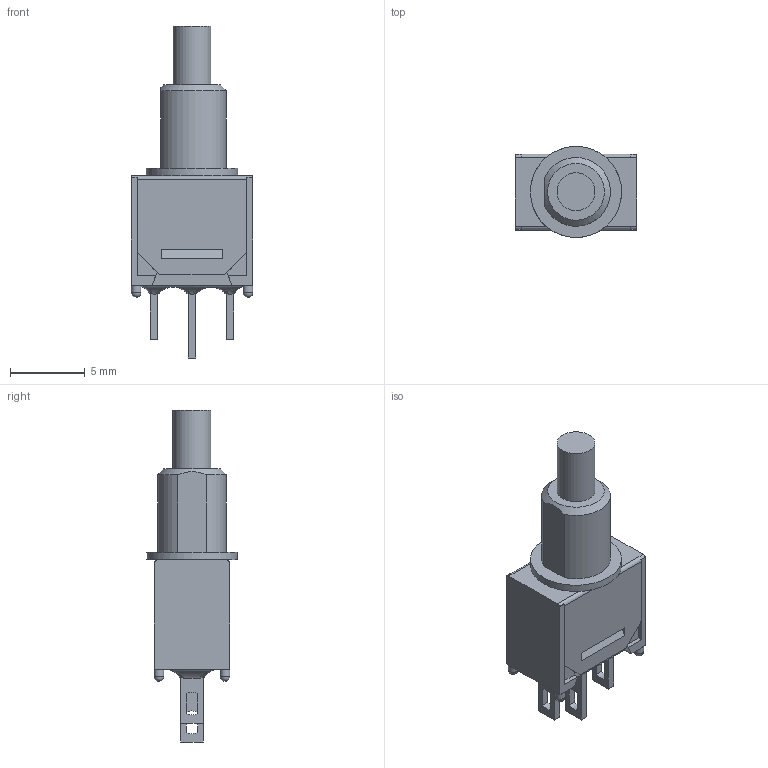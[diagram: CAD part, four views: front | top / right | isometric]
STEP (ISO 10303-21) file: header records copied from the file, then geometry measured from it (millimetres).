
FILE_DESCRIPTION((' '),'2;1');
FILE_NAME('800SP8B5M1xE.stp','2017-07-28T15:05:58',(' '),(' '),' ','ACIS',' ');
FILE_SCHEMA(('CONFIG_CONTROL_DESIGN'));
Length unit declared in the file: inch
Products named in the file (1): 800SP8B5M1xE.stp
Bounding box: 8.13 x 6.09 x 22.23 mm (x, y, z)
Volume: 276.7 mm3; surface area: 702.1 mm2
Topology: 1 solids, 3 shells, 133 faces, 351 edges, 225 vertices
Faces by surface type: plane 98, cylinder 22, bspline 8, sphere 4, cone 1
Full cylindrical faces by diameter (mm): 0.65 x4, 2.54 x2, 6.1 x1
Entity records: 4476 total; most frequent: CARTESIAN_POINT 1224, ORIENTED_EDGE 664, DIRECTION 599, EDGE_CURVE 332, VECTOR 243, LINE 243, VERTEX_POINT 218, AXIS2_PLACEMENT_3D 178
